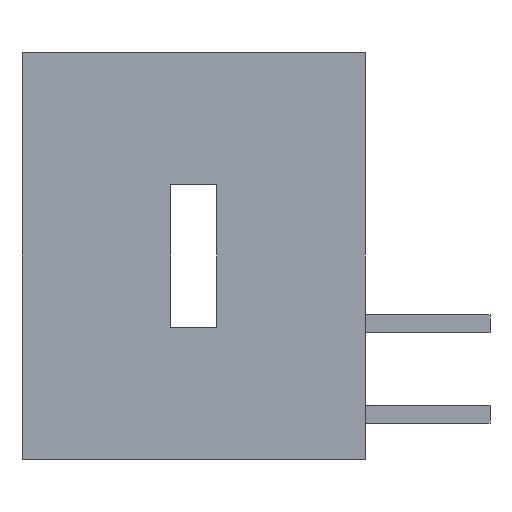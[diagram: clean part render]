
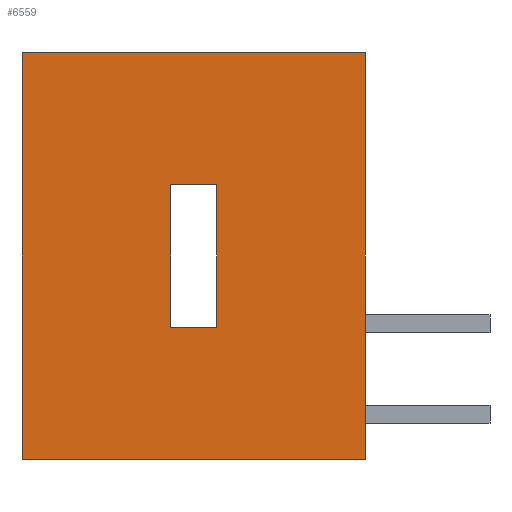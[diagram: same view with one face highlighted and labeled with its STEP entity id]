
A CAD part, left-side view. The second image highlights one B-rep face of the part: STEP entity #6559.
In plain terms, the highlighted planar face has unit normal (-1, 0, 0).
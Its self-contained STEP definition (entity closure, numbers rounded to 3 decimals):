
#310 = ORIENTED_EDGE ( 'NONE', *, *, #561, .F. ) ;
#362 = VERTEX_POINT ( 'NONE', #3601 ) ;
#505 = VERTEX_POINT ( 'NONE', #3913 ) ;
#524 = EDGE_CURVE ( 'NONE', #1139, #1267, #3994, .T. ) ;
#561 = EDGE_CURVE ( 'NONE', #505, #362, #4080, .T. ) ;
#686 = EDGE_CURVE ( 'NONE', #1238, #1139, #4478, .T. ) ;
#1139 = VERTEX_POINT ( 'NONE', #5564 ) ;
#1226 = VERTEX_POINT ( 'NONE', #5799 ) ;
#1237 = EDGE_CURVE ( 'NONE', #1238, #1226, #5818, .T. ) ;
#1238 = VERTEX_POINT ( 'NONE', #5791 ) ;
#1267 = VERTEX_POINT ( 'NONE', #5889 ) ;
#1283 = EDGE_CURVE ( 'NONE', #1226, #1267, #5902, .T. ) ;
#3601 = CARTESIAN_POINT ( 'NONE',  ( -2.54, 0.65, -2. ) ) ;
#3913 = CARTESIAN_POINT ( 'NONE',  ( -2.54, 0.65, 2. ) ) ;
#3994 = LINE ( 'NONE', #4032, #4031 ) ;
#4030 = DIRECTION ( 'NONE',  ( 0., 0., -1. ) ) ;
#4031 = VECTOR ( 'NONE', #4030, 1000. ) ;
#4032 = CARTESIAN_POINT ( 'NONE',  ( -2.54, -4.825, -11.777 ) ) ;
#4076 = DIRECTION ( 'NONE',  ( 0., 0., -1. ) ) ;
#4077 = VECTOR ( 'NONE', #4076, 1000. ) ;
#4078 = CARTESIAN_POINT ( 'NONE',  ( -2.54, 0.65, -11.777 ) ) ;
#4080 = LINE ( 'NONE', #4078, #4077 ) ;
#4475 = DIRECTION ( 'NONE',  ( 0., -1., 0. ) ) ;
#4476 = VECTOR ( 'NONE', #4475, 1000. ) ;
#4477 = CARTESIAN_POINT ( 'NONE',  ( -2.54, 0., 5.715 ) ) ;
#4478 = LINE ( 'NONE', #4477, #4476 ) ;
#5564 = CARTESIAN_POINT ( 'NONE',  ( -2.54, -4.825, 5.715 ) ) ;
#5791 = CARTESIAN_POINT ( 'NONE',  ( -2.54, 4.825, 5.715 ) ) ;
#5799 = CARTESIAN_POINT ( 'NONE',  ( -2.54, 4.825, -5.715 ) ) ;
#5815 = DIRECTION ( 'NONE',  ( 0., 0., -1. ) ) ;
#5816 = VECTOR ( 'NONE', #5815, 1000. ) ;
#5817 = CARTESIAN_POINT ( 'NONE',  ( -2.54, 4.825, -11.777 ) ) ;
#5818 = LINE ( 'NONE', #5817, #5816 ) ;
#5866 = CARTESIAN_POINT ( 'NONE',  ( -2.54, 0., -5.715 ) ) ;
#5889 = CARTESIAN_POINT ( 'NONE',  ( -2.54, -4.825, -5.715 ) ) ;
#5902 = LINE ( 'NONE', #5866, #5933 ) ;
#5932 = DIRECTION ( 'NONE',  ( 0., -1., 0. ) ) ;
#5933 = VECTOR ( 'NONE', #5932, 1000. ) ;
#6554 = EDGE_CURVE ( 'NONE', #505, #10682, #9915, .T. ) ;
#6557 = EDGE_LOOP ( 'NONE', ( #310, #6567, #6574, #6572 ) ) ;
#6559 = ADVANCED_FACE ( 'NONE', ( #9860, #9940 ), #9902, .F. ) ;
#6565 = EDGE_LOOP ( 'NONE', ( #6570, #6577, #6568, #6576 ) ) ;
#6567 = ORIENTED_EDGE ( 'NONE', *, *, #6554, .T. ) ;
#6568 = ORIENTED_EDGE ( 'NONE', *, *, #1283, .T. ) ;
#6570 = ORIENTED_EDGE ( 'NONE', *, *, #686, .F. ) ;
#6572 = ORIENTED_EDGE ( 'NONE', *, *, #10700, .F. ) ;
#6574 = ORIENTED_EDGE ( 'NONE', *, *, #10685, .T. ) ;
#6576 = ORIENTED_EDGE ( 'NONE', *, *, #524, .F. ) ;
#6577 = ORIENTED_EDGE ( 'NONE', *, *, #1237, .T. ) ;
#9845 = AXIS2_PLACEMENT_3D ( 'NONE', #9924, #9922, #9921 ) ;
#9860 = FACE_BOUND ( 'NONE', #6557, .T. ) ;
#9886 = DIRECTION ( 'NONE',  ( 0., -1., 0. ) ) ;
#9887 = VECTOR ( 'NONE', #9886, 1000. ) ;
#9888 = CARTESIAN_POINT ( 'NONE',  ( -2.54, 0., 2. ) ) ;
#9902 = PLANE ( 'NONE',  #9845 ) ;
#9915 = LINE ( 'NONE', #9888, #9887 ) ;
#9921 = DIRECTION ( 'NONE',  ( 0., 0., -1. ) ) ;
#9922 = DIRECTION ( 'NONE',  ( 1., 0., 0. ) ) ;
#9924 = CARTESIAN_POINT ( 'NONE',  ( -2.54, 0., -11.777 ) ) ;
#9940 = FACE_OUTER_BOUND ( 'NONE', #6565, .T. ) ;
#10034 = CARTESIAN_POINT ( 'NONE',  ( -2.54, -0.65, 2. ) ) ;
#10076 = LINE ( 'NONE', #10129, #10128 ) ;
#10108 = DIRECTION ( 'NONE',  ( 0., -1., 0. ) ) ;
#10109 = VECTOR ( 'NONE', #10108, 1000. ) ;
#10110 = CARTESIAN_POINT ( 'NONE',  ( -2.54, 0., -2. ) ) ;
#10111 = LINE ( 'NONE', #10110, #10109 ) ;
#10127 = DIRECTION ( 'NONE',  ( 0., 0., -1. ) ) ;
#10128 = VECTOR ( 'NONE', #10127, 1000. ) ;
#10129 = CARTESIAN_POINT ( 'NONE',  ( -2.54, -0.65, -11.777 ) ) ;
#10130 = CARTESIAN_POINT ( 'NONE',  ( -2.54, -0.65, -2. ) ) ;
#10682 = VERTEX_POINT ( 'NONE', #10034 ) ;
#10685 = EDGE_CURVE ( 'NONE', #10682, #10690, #10076, .T. ) ;
#10690 = VERTEX_POINT ( 'NONE', #10130 ) ;
#10700 = EDGE_CURVE ( 'NONE', #362, #10690, #10111, .T. ) ;
